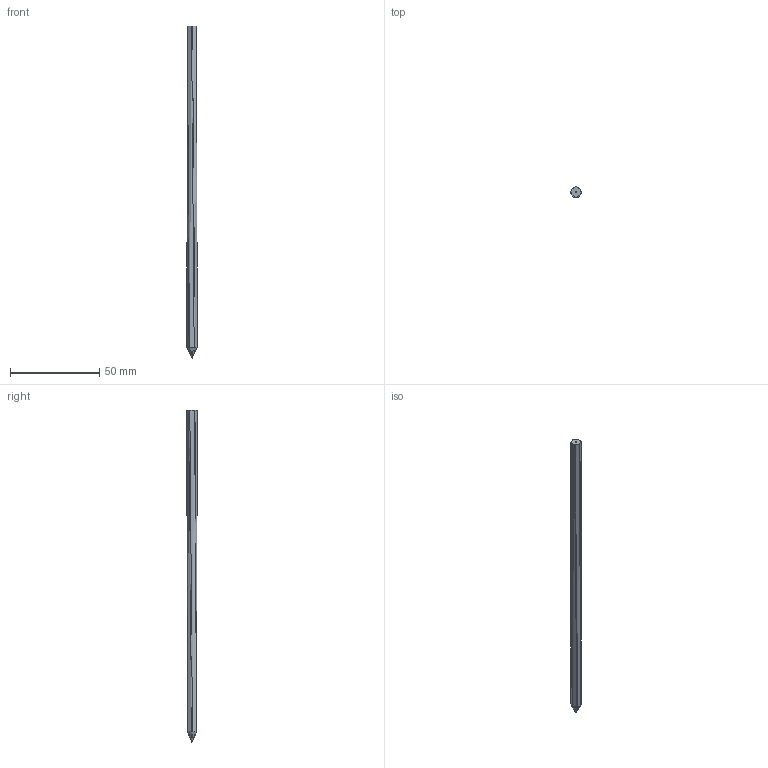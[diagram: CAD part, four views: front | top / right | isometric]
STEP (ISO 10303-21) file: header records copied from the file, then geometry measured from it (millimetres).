
FILE_DESCRIPTION(('HOOPS Exchange Step'),'2;1');
FILE_NAME('temp_export','2024-07-24T11:34:08+08:00',('sharma21'),('Shapr3D Limited'),'HOOPS Exchange 2024.2','Shapr3D','Authorized');
FILE_SCHEMA( ('AUTOMOTIVE_DESIGN { 1 0 10303 214 1 1 1 1 }') );
Length unit declared in the file: millimetre
Products named in the file (1): root
Bounding box: 5.84 x 5.84 x 185.84 mm (x, y, z)
Volume: 4052.6 mm3; surface area: 3188.1 mm2
Topology: 1 solids, 1 shells, 65 faces, 153 edges, 91 vertices
Faces by surface type: bspline 42, cylinder 15, plane 8
Full cylindrical faces by diameter (mm): 1 x1
Entity records: 5193 total; most frequent: CARTESIAN_POINT 3925, ORIENTED_EDGE 306, EDGE_CURVE 153, DIRECTION 149, VERTEX_POINT 91, B_SPLINE_CURVE_WITH_KNOTS 86, EDGE_LOOP 66, FACE_BOUND 66
